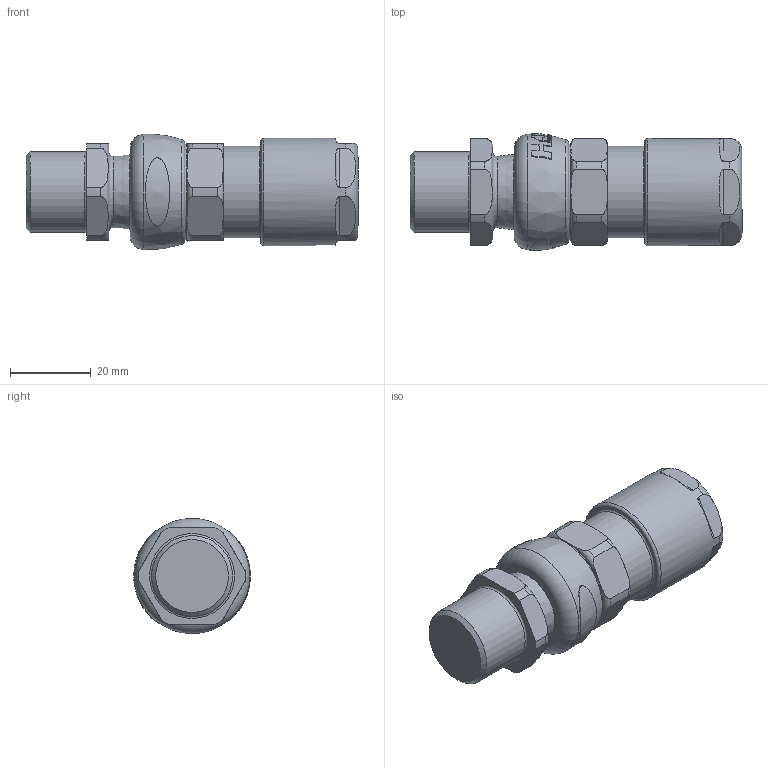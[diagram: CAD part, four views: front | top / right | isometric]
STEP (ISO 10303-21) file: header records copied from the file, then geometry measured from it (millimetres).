
FILE_DESCRIPTION(/* description */ (''),/* implementation_level */ '2;1');
FILE_NAME(/* name */ '153_UNIV_X O.stp',/* time_stamp */ '2021-02-18T13:22:03+06:00',/* author */ ('jgandhi'),/* organization */ (''),/* preprocessor_version */ 'ST-DEVELOPER v18',/* originating_system */ 'Autodesk Inventor 2020',/* authorisation */ '');
FILE_SCHEMA (('AUTOMOTIVE_DESIGN { 1 0 10303 214 3 1 1 }'));
Length unit declared in the file: millimetre
Products named in the file (1): 153_UNIV_X O
Bounding box: 82.1 x 28.86 x 28.5 mm (x, y, z)
Volume: 60616.2 mm3; surface area: 22562.1 mm2
Topology: 11 solids, 11 shells, 658 faces, 1802 edges, 1201 vertices
Faces by surface type: plane 276, cone 115, cylinder 109, bspline 89, torus 69
Full cylindrical faces by diameter (mm): 6.5 x1, 12.5 x1, 12.6 x1, 13.9 x1, 14 x2, 14.7 x2, 15.6 x3, 16 x1, 17.1 x1, 18 x2, 19 x4, 20 x1, 20.638 x1, 22.6 x1, 23.65 x1, 24 x2, 26.5 x1
Entity records: 25199 total; most frequent: CARTESIAN_POINT 9047, ORIENTED_EDGE 3598, DIRECTION 2898, EDGE_CURVE 1799, AXIS2_PLACEMENT_3D 1197, VERTEX_POINT 1195, EDGE_LOOP 694, FACE_OUTER_BOUND 658
